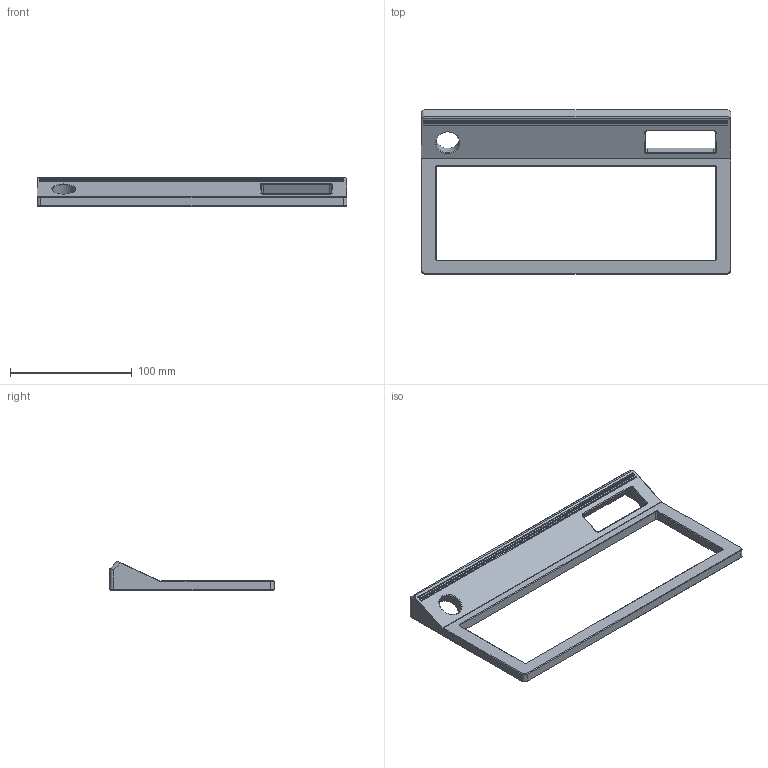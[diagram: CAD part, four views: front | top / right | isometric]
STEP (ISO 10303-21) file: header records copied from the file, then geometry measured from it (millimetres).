
FILE_DESCRIPTION(/* description */ ('STEP AP242','CAx-IF Rec.Pracs.---Representation and Presentation of Product Manufacturing Information (PMI)---4.0---2014-10-13','CAx-IF Rec.Pracs.---3D Tessellated Geometry---0.4---2014-09-14','2;1'),/* implementation_level */ '2;1');
FILE_NAME(/* name */ '6609b08ac3826c4ed472a156',/* time_stamp */ '2024-03-31T18:50:50Z',/* author */ (''),/* organization */ (''),/* preprocessor_version */ 'ST-DEVELOPER v19.4',/* originating_system */ ' ',/* authorisation */ ' ');
FILE_SCHEMA (('AP242_MANAGED_MODEL_BASED_3D_ENGINEERING_MIM_LF { 1 0 10303 442 1 1 4 }'));
Length unit declared in the file: metre
Products named in the file (1): top
Bounding box: 255 x 135 x 23.5 mm (x, y, z)
Volume: 134597.9 mm3; surface area: 47569 mm2
Topology: 1 solids, 1 shells, 144 faces, 316 edges, 198 vertices
Faces by surface type: plane 78, cylinder 48, cone 17, bspline 1
Full cylindrical faces by diameter (mm): 1.6 x18, 19 x1
Entity records: 3880 total; most frequent: DIRECTION 695, CARTESIAN_POINT 665, ORIENTED_EDGE 592, EDGE_CURVE 296, AXIS2_PLACEMENT_3D 259, VERTEX_POINT 198, EDGE_LOOP 194, FACE_BOUND 194
